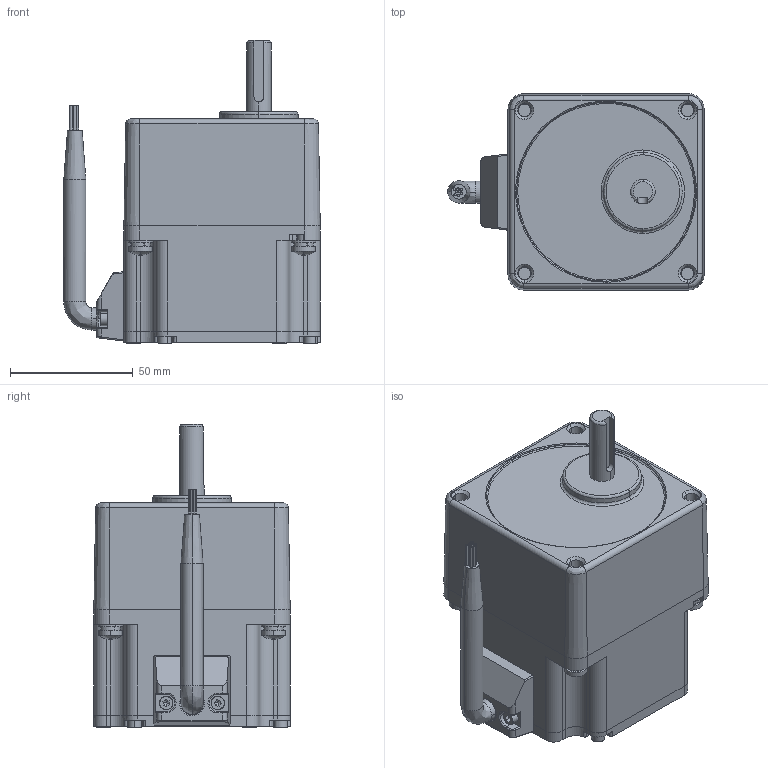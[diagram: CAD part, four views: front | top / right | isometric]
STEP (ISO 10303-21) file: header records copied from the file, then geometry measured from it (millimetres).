
FILE_DESCRIPTION (( 'STEP AP203' ), '1' );
FILE_NAME ('80都寞淕儂.STEP', '2021-07-13T04:54:40', ( '' ), ( '' ), 'SwSTEP 2.0', 'SolidWorks 2021', '' );
FILE_SCHEMA (( 'CONFIG_CONTROL_DESIGN' ));
Length unit declared in the file: millimetre
Products named in the file (12): PRODUCT_10000; 80___________ASM; 80都寞淕儂; 80______; 80_______________ASM; SPRING_LOCK_WASHERS--NORMAL_TYP; CROSS_RECESSED_PAN_HEAD_SCREWS_; PLAIN_WASHERS--PRODUCT_GRADE_C_; Z4BLD____; Z4BLD______; M3____; PRODUCT_9997
Assembly tree (25 placements, depth 4):
  80都寞淕儂
    80_______________ASM
      SPRING_LOCK_WASHERS--NORMAL_TYP  x4
      80___________ASM
        PRODUCT_10000
        Z4BLD______
        M3____  x6
        PRODUCT_9997
        Z4BLD____
      CROSS_RECESSED_PAN_HEAD_SCREWS_  x4
      80______
      PLAIN_WASHERS--PRODUCT_GRADE_C_  x4
Bounding box: 104.5 x 80 x 123.5 mm (x, y, z)
Volume: 364368 mm3; surface area: 94109.1 mm2
Topology: 23 solids, 23 shells, 703 faces, 1705 edges, 1085 vertices
Faces by surface type: plane 321, cylinder 273, bspline 62, cone 47
Entity records: 21386 total; most frequent: CARTESIAN_POINT 8451, ORIENTED_EDGE 2380, DIRECTION 2321, EDGE_CURVE 1190, AXIS2_PLACEMENT_3D 861, VERTEX_POINT 766, LINE 599, VECTOR 599
